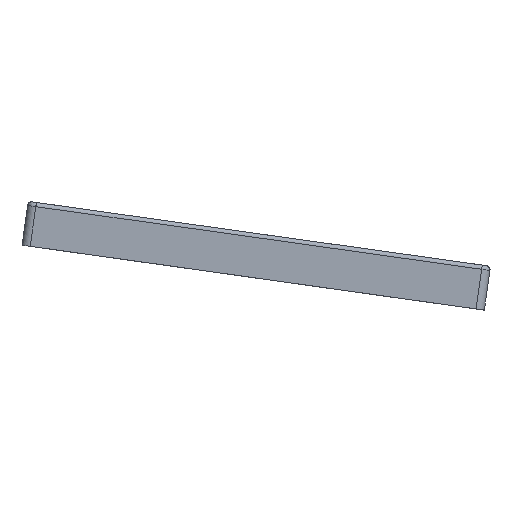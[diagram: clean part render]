
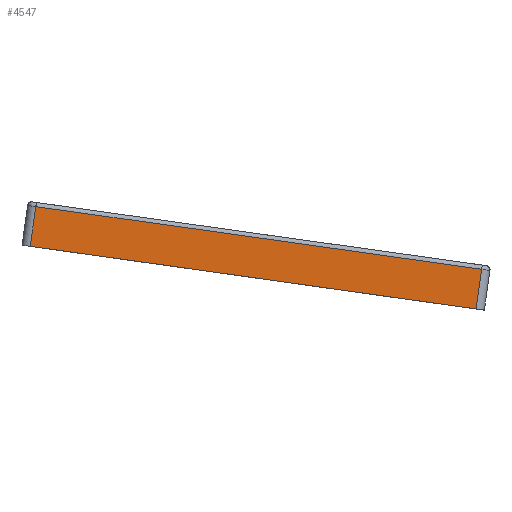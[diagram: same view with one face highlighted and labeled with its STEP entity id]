
A CAD part, left-side view. The second image highlights one B-rep face of the part: STEP entity #4547.
In plain terms, the highlighted planar face has unit normal (-1, 0, 0).
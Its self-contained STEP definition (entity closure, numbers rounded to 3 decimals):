
#238=PLANE('',#5043);
#496=FACE_OUTER_BOUND('',#784,.T.);
#784=EDGE_LOOP('',(#4138,#4139,#4140,#4141));
#1046=LINE('',#6544,#1472);
#1427=LINE('',#7797,#1853);
#1429=LINE('',#7813,#1855);
#1430=LINE('',#7814,#1856);
#1472=VECTOR('',#5150,10.);
#1853=VECTOR('',#6389,10.);
#1855=VECTOR('',#6399,10.);
#1856=VECTOR('',#6400,10.);
#1893=VERTEX_POINT('',#6529);
#1900=VERTEX_POINT('',#6542);
#2267=VERTEX_POINT('',#7791);
#2268=VERTEX_POINT('',#7795);
#2310=EDGE_CURVE('',#1900,#1893,#1046,.T.);
#2901=EDGE_CURVE('',#2268,#2267,#1427,.T.);
#2905=EDGE_CURVE('',#1893,#2268,#1429,.T.);
#2906=EDGE_CURVE('',#2267,#1900,#1430,.T.);
#4138=ORIENTED_EDGE('',*,*,#2901,.F.);
#4139=ORIENTED_EDGE('',*,*,#2905,.F.);
#4140=ORIENTED_EDGE('',*,*,#2310,.F.);
#4141=ORIENTED_EDGE('',*,*,#2906,.F.);
#4547=ADVANCED_FACE('',(#496),#238,.T.);
#5043=AXIS2_PLACEMENT_3D('',#7812,#6397,#6398);
#5150=DIRECTION('',(0.,0.99,0.139));
#6389=DIRECTION('',(0.,-0.99,-0.139));
#6397=DIRECTION('center_axis',(-1.,0.,0.));
#6398=DIRECTION('ref_axis',(0.,-0.99,-0.139));
#6399=DIRECTION('',(0.,-0.139,0.99));
#6400=DIRECTION('',(0.,0.139,-0.99));
#6529=CARTESIAN_POINT('',(-6.262,6.191,12.292));
#6542=CARTESIAN_POINT('',(-6.262,-100.535,-2.707));
#6544=CARTESIAN_POINT('',(-6.262,-100.535,-2.707));
#7791=CARTESIAN_POINT('',(-6.263,-101.871,6.8));
#7795=CARTESIAN_POINT('',(-6.263,4.855,21.799));
#7797=CARTESIAN_POINT('',(-6.263,-20.836,18.188));
#7812=CARTESIAN_POINT('Origin',(-6.263,7.754,15.541));
#7813=CARTESIAN_POINT('',(-6.263,5.773,15.263));
#7814=CARTESIAN_POINT('',(-6.263,-100.953,0.264));
